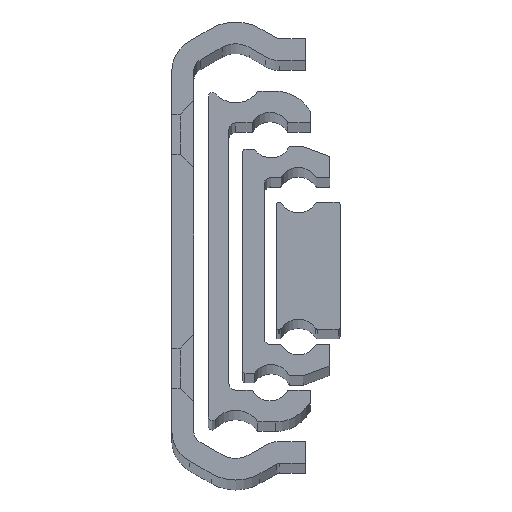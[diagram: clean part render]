
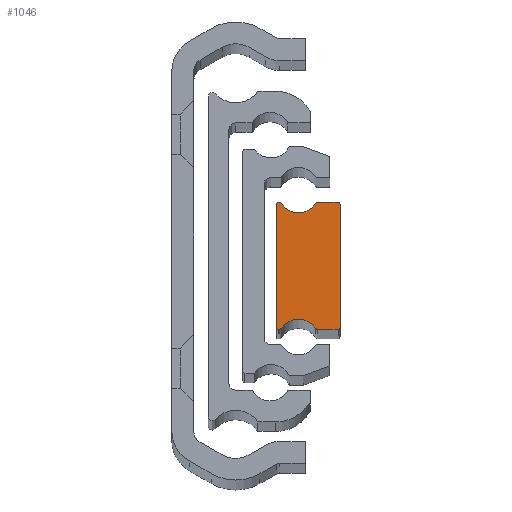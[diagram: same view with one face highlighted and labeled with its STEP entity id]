
A CAD part, top view. The second image highlights one B-rep face of the part: STEP entity #1046.
In plain terms, the highlighted planar face has unit normal (0, 0, 1).
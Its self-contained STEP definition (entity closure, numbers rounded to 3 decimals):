
#39 = ORIENTED_EDGE ( 'NONE', *, *, #3569, .T. ) ;
#45 = EDGE_CURVE ( 'NONE', #642, #648, #1615, .T. ) ;
#83 = DIRECTION ( 'NONE',  ( 1., 0., 0. ) ) ;
#138 = ORIENTED_EDGE ( 'NONE', *, *, #1029, .T. ) ;
#142 = ORIENTED_EDGE ( 'NONE', *, *, #3529, .T. ) ;
#146 = ORIENTED_EDGE ( 'NONE', *, *, #1026, .T. ) ;
#261 = ORIENTED_EDGE ( 'NONE', *, *, #3498, .T. ) ;
#303 = ORIENTED_EDGE ( 'NONE', *, *, #3578, .T. ) ;
#305 = ORIENTED_EDGE ( 'NONE', *, *, #3530, .T. ) ;
#306 = ORIENTED_EDGE ( 'NONE', *, *, #3535, .T. ) ;
#314 = ORIENTED_EDGE ( 'NONE', *, *, #3573, .T. ) ;
#317 = ORIENTED_EDGE ( 'NONE', *, *, #3582, .T. ) ;
#322 = ORIENTED_EDGE ( 'NONE', *, *, #45, .T. ) ;
#331 = ORIENTED_EDGE ( 'NONE', *, *, #3536, .T. ) ;
#339 = ORIENTED_EDGE ( 'NONE', *, *, #922, .T. ) ;
#346 = ORIENTED_EDGE ( 'NONE', *, *, #3528, .T. ) ;
#370 = ORIENTED_EDGE ( 'NONE', *, *, #3502, .T. ) ;
#400 = ORIENTED_EDGE ( 'NONE', *, *, #3554, .T. ) ;
#450 = CARTESIAN_POINT ( 'NONE',  ( 16.067, 9.361, 801.5 ) ) ;
#454 = CARTESIAN_POINT ( 'NONE',  ( 19.75, 9.2, 801.5 ) ) ;
#455 = CARTESIAN_POINT ( 'NONE',  ( 19.45, 9.5, 801.5 ) ) ;
#506 = CARTESIAN_POINT ( 'NONE',  ( 10.68, -9.5, 801.5 ) ) ;
#513 = CARTESIAN_POINT ( 'NONE',  ( 10.933, -9.361, 801.5 ) ) ;
#515 = CARTESIAN_POINT ( 'NONE',  ( 16.067, -9.361, 801.5 ) ) ;
#532 = CARTESIAN_POINT ( 'NONE',  ( 19.45, -9.5, 801.5 ) ) ;
#538 = CARTESIAN_POINT ( 'NONE',  ( 10.25, -9.3, 801.5 ) ) ;
#548 = VERTEX_POINT ( 'NONE', #665 ) ;
#560 = VERTEX_POINT ( 'NONE', #797 ) ;
#642 = VERTEX_POINT ( 'NONE', #506 ) ;
#648 = VERTEX_POINT ( 'NONE', #513 ) ;
#665 = CARTESIAN_POINT ( 'NONE',  ( 10.933, 9.361, 801.5 ) ) ;
#689 = VERTEX_POINT ( 'NONE', #515 ) ;
#698 = VERTEX_POINT ( 'NONE', #450 ) ;
#703 = VERTEX_POINT ( 'NONE', #454 ) ;
#704 = VERTEX_POINT ( 'NONE', #455 ) ;
#730 = VERTEX_POINT ( 'NONE', #538 ) ;
#764 = VERTEX_POINT ( 'NONE', #532 ) ;
#775 = DIRECTION ( 'NONE',  ( 0., 0., 1. ) ) ;
#786 = CARTESIAN_POINT ( 'NONE',  ( 10.68, -9.2, 801.5 ) ) ;
#789 = VERTEX_POINT ( 'NONE', #3260 ) ;
#795 = DIRECTION ( 'NONE',  ( 1., 0., 0. ) ) ;
#797 = CARTESIAN_POINT ( 'NONE',  ( 10.25, 9.3, 801.5 ) ) ;
#812 = VERTEX_POINT ( 'NONE', #3246 ) ;
#825 = VERTEX_POINT ( 'NONE', #3237 ) ;
#830 = VERTEX_POINT ( 'NONE', #3261 ) ;
#842 = VERTEX_POINT ( 'NONE', #3307 ) ;
#848 = VERTEX_POINT ( 'NONE', #3311 ) ;
#922 = EDGE_CURVE ( 'NONE', #648, #689, #1721, .T. ) ;
#1026 = EDGE_CURVE ( 'NONE', #764, #842, #1873, .T. ) ;
#1029 = EDGE_CURVE ( 'NONE', #704, #812, #1872, .T. ) ;
#1046 = ADVANCED_FACE ( 'NONE', ( #1902 ), #2225, .T. ) ;
#1120 = DIRECTION ( 'NONE',  ( 0., 0., 1. ) ) ;
#1165 = EDGE_LOOP ( 'NONE', ( #39, #138, #400, #142, #303, #331, #305, #317, #306, #314, #322, #339, #346, #370, #146, #261 ) ) ;
#1615 = CIRCLE ( 'NONE', #3598, 0.3 ) ;
#1721 = CIRCLE ( 'NONE', #3650, 3.04 ) ;
#1872 = LINE ( 'NONE', #2171, #1876 ) ;
#1873 = CIRCLE ( 'NONE', #3675, 0.3 ) ;
#1876 = VECTOR ( 'NONE', #2175, 1000. ) ;
#1902 = FACE_OUTER_BOUND ( 'NONE', #1165, .T. ) ;
#2164 = CARTESIAN_POINT ( 'NONE',  ( 19.45, -9.2, 801.5 ) ) ;
#2167 = DIRECTION ( 'NONE',  ( 0., 0., 1. ) ) ;
#2168 = DIRECTION ( 'NONE',  ( 1., 0., 0. ) ) ;
#2171 = CARTESIAN_POINT ( 'NONE',  ( 19.45, 9.5, 801.5 ) ) ;
#2175 = DIRECTION ( 'NONE',  ( -1., 0., 0. ) ) ;
#2224 = CARTESIAN_POINT ( 'NONE',  ( 19.45, 9.2, 801.5 ) ) ;
#2225 = PLANE ( 'NONE',  #3696 ) ;
#2227 = DIRECTION ( 'NONE',  ( 0., 0., 1. ) ) ;
#2228 = DIRECTION ( 'NONE',  ( 1., 0., 0. ) ) ;
#2536 = CARTESIAN_POINT ( 'NONE',  ( 19.75, -9.2, 801.5 ) ) ;
#2548 = DIRECTION ( 'NONE',  ( 0., 1., 0. ) ) ;
#2556 = CARTESIAN_POINT ( 'NONE',  ( 16.32, -9.5, 801.5 ) ) ;
#2557 = DIRECTION ( 'NONE',  ( 1., 0., 0. ) ) ;
#2608 = CARTESIAN_POINT ( 'NONE',  ( 16.32, -9.2, 801.5 ) ) ;
#2612 = CARTESIAN_POINT ( 'NONE',  ( 13.5, 10.99, 801.5 ) ) ;
#2617 = CARTESIAN_POINT ( 'NONE',  ( 10.45, 9.3, 801.5 ) ) ;
#2618 = DIRECTION ( 'NONE',  ( 0., 0., 1. ) ) ;
#2619 = DIRECTION ( 'NONE',  ( 1., 0., 0. ) ) ;
#2621 = DIRECTION ( 'NONE',  ( 0., 0., -1. ) ) ;
#2622 = DIRECTION ( 'NONE',  ( 1., 0., 0. ) ) ;
#2623 = DIRECTION ( 'NONE',  ( 0., 0., 1. ) ) ;
#2624 = DIRECTION ( 'NONE',  ( 1., 0., 0. ) ) ;
#2630 = CARTESIAN_POINT ( 'NONE',  ( 10.45, -9.3, 801.5 ) ) ;
#2667 = LINE ( 'NONE', #2536, #2669 ) ;
#2669 = VECTOR ( 'NONE', #2548, 1000. ) ;
#2675 = LINE ( 'NONE', #2556, #2676 ) ;
#2676 = VECTOR ( 'NONE', #2557, 1000. ) ;
#2718 = CIRCLE ( 'NONE', #3417, 0.3 ) ;
#2720 = CIRCLE ( 'NONE', #3416, 3.04 ) ;
#2722 = CIRCLE ( 'NONE', #3418, 0.2 ) ;
#2724 = VECTOR ( 'NONE', #2873, 1000. ) ;
#2725 = LINE ( 'NONE', #2872, #2724 ) ;
#2729 = CIRCLE ( 'NONE', #3423, 0.2 ) ;
#2758 = CIRCLE ( 'NONE', #3430, 0.3 ) ;
#2778 = LINE ( 'NONE', #2962, #2785 ) ;
#2780 = CIRCLE ( 'NONE', #3434, 0.3 ) ;
#2785 = VECTOR ( 'NONE', #2966, 1000. ) ;
#2787 = VECTOR ( 'NONE', #2987, 1000. ) ;
#2794 = LINE ( 'NONE', #2986, #2787 ) ;
#2796 = CIRCLE ( 'NONE', #3442, 0.3 ) ;
#2871 = DIRECTION ( 'NONE',  ( 1., 0., 0. ) ) ;
#2872 = CARTESIAN_POINT ( 'NONE',  ( 10.68, 9.5, 801.5 ) ) ;
#2873 = DIRECTION ( 'NONE',  ( -1., 0., 0. ) ) ;
#2910 = CARTESIAN_POINT ( 'NONE',  ( 16.32, 9.2, 801.5 ) ) ;
#2919 = DIRECTION ( 'NONE',  ( 0., 0., 1. ) ) ;
#2920 = DIRECTION ( 'NONE',  ( 1., 0., 0. ) ) ;
#2955 = CARTESIAN_POINT ( 'NONE',  ( 19.45, 9.2, 801.5 ) ) ;
#2956 = DIRECTION ( 'NONE',  ( 0., 0., 1. ) ) ;
#2957 = DIRECTION ( 'NONE',  ( 1., 0., 0. ) ) ;
#2962 = CARTESIAN_POINT ( 'NONE',  ( 10.45, -9.5, 801.5 ) ) ;
#2963 = CARTESIAN_POINT ( 'NONE',  ( 10.68, 9.2, 801.5 ) ) ;
#2966 = DIRECTION ( 'NONE',  ( 1., 0., 0. ) ) ;
#2976 = DIRECTION ( 'NONE',  ( 0., 0., 1. ) ) ;
#2977 = DIRECTION ( 'NONE',  ( 1., 0., 0. ) ) ;
#2986 = CARTESIAN_POINT ( 'NONE',  ( 10.25, 9.3, 801.5 ) ) ;
#2987 = DIRECTION ( 'NONE',  ( 0., -1., 0. ) ) ;
#3231 = DIRECTION ( 'NONE',  ( 0., 0., -1. ) ) ;
#3237 = CARTESIAN_POINT ( 'NONE',  ( 10.45, 9.5, 801.5 ) ) ;
#3246 = CARTESIAN_POINT ( 'NONE',  ( 16.32, 9.5, 801.5 ) ) ;
#3260 = CARTESIAN_POINT ( 'NONE',  ( 16.32, -9.5, 801.5 ) ) ;
#3261 = CARTESIAN_POINT ( 'NONE',  ( 10.68, 9.5, 801.5 ) ) ;
#3307 = CARTESIAN_POINT ( 'NONE',  ( 19.75, -9.2, 801.5 ) ) ;
#3311 = CARTESIAN_POINT ( 'NONE',  ( 10.45, -9.5, 801.5 ) ) ;
#3379 = CARTESIAN_POINT ( 'NONE',  ( 13.5, -10.99, 801.5 ) ) ;
#3416 = AXIS2_PLACEMENT_3D ( 'NONE', #2612, #2621, #2622 ) ;
#3417 = AXIS2_PLACEMENT_3D ( 'NONE', #2608, #2618, #2619 ) ;
#3418 = AXIS2_PLACEMENT_3D ( 'NONE', #2617, #2623, #2624 ) ;
#3423 = AXIS2_PLACEMENT_3D ( 'NONE', #2630, #1120, #2871 ) ;
#3430 = AXIS2_PLACEMENT_3D ( 'NONE', #2910, #2919, #2920 ) ;
#3434 = AXIS2_PLACEMENT_3D ( 'NONE', #2955, #2956, #2957 ) ;
#3442 = AXIS2_PLACEMENT_3D ( 'NONE', #2963, #2976, #2977 ) ;
#3498 = EDGE_CURVE ( 'NONE', #842, #703, #2667, .T. ) ;
#3502 = EDGE_CURVE ( 'NONE', #789, #764, #2675, .T. ) ;
#3528 = EDGE_CURVE ( 'NONE', #689, #789, #2718, .T. ) ;
#3529 = EDGE_CURVE ( 'NONE', #698, #548, #2720, .T. ) ;
#3530 = EDGE_CURVE ( 'NONE', #825, #560, #2722, .T. ) ;
#3535 = EDGE_CURVE ( 'NONE', #730, #848, #2729, .T. ) ;
#3536 = EDGE_CURVE ( 'NONE', #830, #825, #2725, .T. ) ;
#3554 = EDGE_CURVE ( 'NONE', #812, #698, #2758, .T. ) ;
#3569 = EDGE_CURVE ( 'NONE', #703, #704, #2780, .T. ) ;
#3573 = EDGE_CURVE ( 'NONE', #848, #642, #2778, .T. ) ;
#3578 = EDGE_CURVE ( 'NONE', #548, #830, #2796, .T. ) ;
#3582 = EDGE_CURVE ( 'NONE', #560, #730, #2794, .T. ) ;
#3598 = AXIS2_PLACEMENT_3D ( 'NONE', #786, #775, #795 ) ;
#3650 = AXIS2_PLACEMENT_3D ( 'NONE', #3379, #3231, #83 ) ;
#3675 = AXIS2_PLACEMENT_3D ( 'NONE', #2164, #2167, #2168 ) ;
#3696 = AXIS2_PLACEMENT_3D ( 'NONE', #2224, #2227, #2228 ) ;
